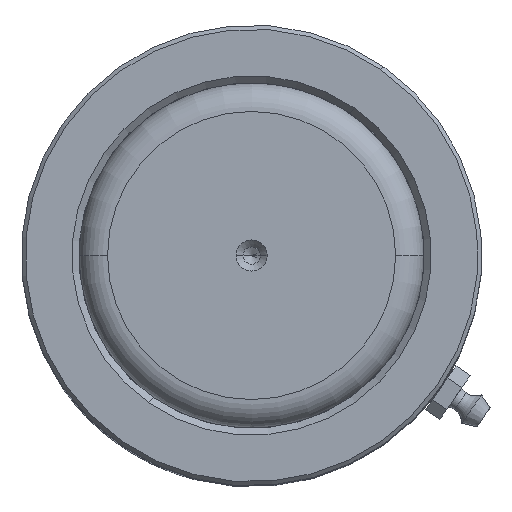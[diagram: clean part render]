
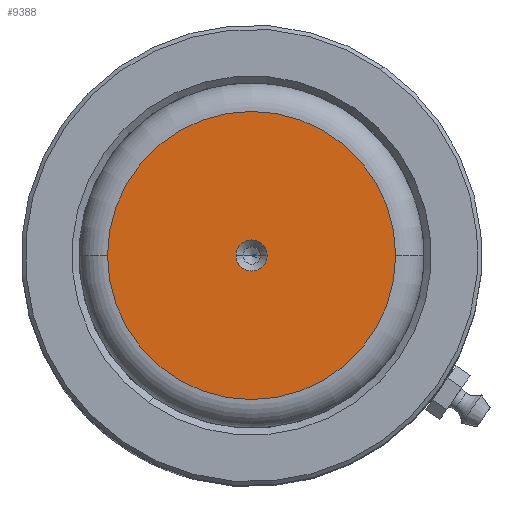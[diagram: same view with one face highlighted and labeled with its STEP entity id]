
A CAD part, top view. The second image highlights one B-rep face of the part: STEP entity #9388.
In plain terms, the highlighted planar face has unit normal (0, 0, 1).
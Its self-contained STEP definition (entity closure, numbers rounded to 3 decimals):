
#60 = EDGE_CURVE ( 'NONE', #1644, #3420, #6140, .T. ) ;
#204 = AXIS2_PLACEMENT_3D ( 'NONE', #3074, #3049, #7295 ) ;
#506 = ORIENTED_EDGE ( 'NONE', *, *, #60, .F. ) ;
#556 = CARTESIAN_POINT ( 'NONE',  ( 0., 0., 222. ) ) ;
#1224 = DIRECTION ( 'NONE',  ( 1., 0., 0. ) ) ;
#1337 = AXIS2_PLACEMENT_3D ( 'NONE', #6920, #1836, #8342 ) ;
#1403 = ORIENTED_EDGE ( 'NONE', *, *, #1573, .T. ) ;
#1573 = EDGE_CURVE ( 'NONE', #5664, #5054, #2985, .T. ) ;
#1611 = AXIS2_PLACEMENT_3D ( 'NONE', #556, #7746, #1224 ) ;
#1644 = VERTEX_POINT ( 'NONE', #8370 ) ;
#1836 = DIRECTION ( 'NONE',  ( 0., 0., 1. ) ) ;
#1884 = CARTESIAN_POINT ( 'NONE',  ( 25.017, 0., 222. ) ) ;
#2043 = CARTESIAN_POINT ( 'NONE',  ( 0., 0., 222. ) ) ;
#2063 = FACE_BOUND ( 'NONE', #6954, .T. ) ;
#2363 = CARTESIAN_POINT ( 'NONE',  ( -25.017, 0., 222. ) ) ;
#2786 = CARTESIAN_POINT ( 'NONE',  ( 0., 0., 222. ) ) ;
#2985 = CIRCLE ( 'NONE', #1337, 25.017 ) ;
#3049 = DIRECTION ( 'NONE',  ( 0., 0., 1. ) ) ;
#3074 = CARTESIAN_POINT ( 'NONE',  ( 0., 0., 222. ) ) ;
#3420 = VERTEX_POINT ( 'NONE', #3742 ) ;
#3707 = AXIS2_PLACEMENT_3D ( 'NONE', #2786, #7200, #7160 ) ;
#3742 = CARTESIAN_POINT ( 'NONE',  ( 2.7, 0., 222. ) ) ;
#5054 = VERTEX_POINT ( 'NONE', #1884 ) ;
#5624 = EDGE_CURVE ( 'NONE', #5054, #5664, #5880, .T. ) ;
#5664 = VERTEX_POINT ( 'NONE', #2363 ) ;
#5880 = CIRCLE ( 'NONE', #204, 25.017 ) ;
#6140 = CIRCLE ( 'NONE', #1611, 2.7 ) ;
#6920 = CARTESIAN_POINT ( 'NONE',  ( 0., 0., 222. ) ) ;
#6954 = EDGE_LOOP ( 'NONE', ( #8981, #506 ) ) ;
#7041 = DIRECTION ( 'NONE',  ( 1., 0., 0. ) ) ;
#7103 = DIRECTION ( 'NONE',  ( 0., 0., 1. ) ) ;
#7142 = AXIS2_PLACEMENT_3D ( 'NONE', #2043, #7103, #7041 ) ;
#7160 = DIRECTION ( 'NONE',  ( 1., 0., 0. ) ) ;
#7200 = DIRECTION ( 'NONE',  ( 0., 0., 1. ) ) ;
#7257 = ORIENTED_EDGE ( 'NONE', *, *, #5624, .T. ) ;
#7295 = DIRECTION ( 'NONE',  ( 1., 0., 0. ) ) ;
#7746 = DIRECTION ( 'NONE',  ( 0., 0., 1. ) ) ;
#7828 = PLANE ( 'NONE',  #7142 ) ;
#8342 = DIRECTION ( 'NONE',  ( 1., 0., 0. ) ) ;
#8347 = EDGE_CURVE ( 'NONE', #3420, #1644, #9317, .T. ) ;
#8370 = CARTESIAN_POINT ( 'NONE',  ( -2.7, 0., 222. ) ) ;
#8959 = EDGE_LOOP ( 'NONE', ( #7257, #1403 ) ) ;
#8981 = ORIENTED_EDGE ( 'NONE', *, *, #8347, .F. ) ;
#9201 = FACE_OUTER_BOUND ( 'NONE', #8959, .T. ) ;
#9317 = CIRCLE ( 'NONE', #3707, 2.7 ) ;
#9388 = ADVANCED_FACE ( 'NONE', ( #2063, #9201 ), #7828, .T. ) ;
